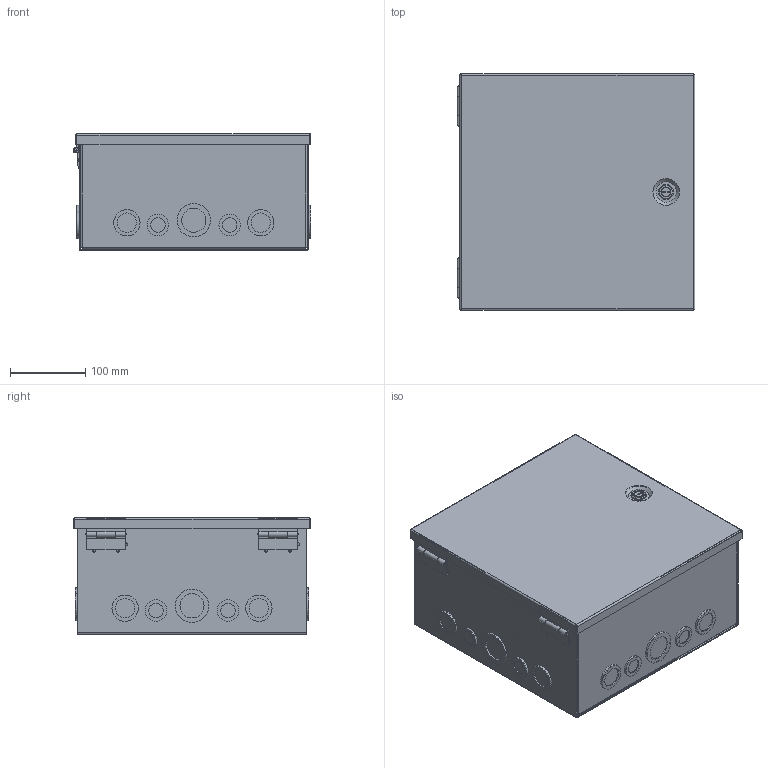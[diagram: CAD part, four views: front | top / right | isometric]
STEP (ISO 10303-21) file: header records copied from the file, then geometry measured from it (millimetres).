
FILE_DESCRIPTION(/* description */ ('Unknown'),/* implementation_level */ '2;1');
FILE_NAME(/* name */ 'chko12126',/* time_stamp */ '2019-02-04T10:51:26-05:00',/* author */ ('Unknown'),/* organization */ ('Unknown'),/* preprocessor_version */ 'ST-DEVELOPER v16.7',/* originating_system */ 'DEX',/* authorisation */ $);
FILE_SCHEMA (('AUTOMOTIVE_DESIGN {1 0 10303 214 3 1 1}'));
Length unit declared in the file: millimetre
Products named in the file (12): chko12126; COM55100-7; COM56469; HNG11000; HNG11000-3; HNG11000-2; LOC13368; Com55565-5; COM55087-4; QLB20292; SCS19515
Assembly tree (13 placements, depth 4):
  chko12126
    COM55100-7
      COM56469
      HNG11000  x2
        HNG11000-3
        HNG11000-2
        HNG11000
    LOC13368
    Com55565-5
    COM55087-4  x2
    QLB20292
    SCS19515
Bounding box: 316.05 x 314.45 x 155.4 mm (x, y, z)
Volume: 637530.6 mm3; surface area: 890836.2 mm2
Topology: 13 solids, 13 shells, 649 faces, 1520 edges, 1010 vertices
Faces by surface type: plane 404, cylinder 196, bspline 30, torus 8, cone 7, sphere 4
Full cylindrical faces by diameter (mm): 3.175 x2, 3.327 x8, 4.318 x1, 4.826 x1, 7.137 x4, 7.214 x1, 7.9 x1, 8.1 x1, 8.128 x1, 9.3 x1, 9.525 x1, 11.9 x1, 12 x1, 12.1 x1, 12.497 x1, 12.7 x1, 13.9 x1, 19.329 x8, 20 x1, 22.225 x8, 25.679 x16, 28.575 x16, 32.029 x12, 34.925 x12, 41.554 x4, 44.45 x4
Entity records: 16653 total; most frequent: CARTESIAN_POINT 4400, DIRECTION 2447, ORIENTED_EDGE 2288, EDGE_CURVE 1144, AXIS2_PLACEMENT_3D 918, VERTEX_POINT 816, EDGE_LOOP 768, FACE_BOUND 768
